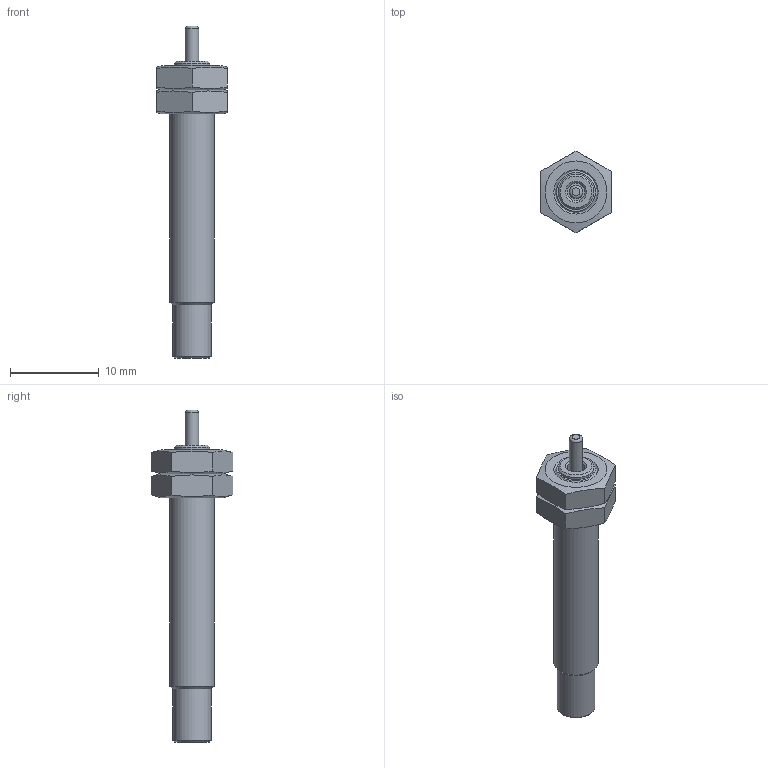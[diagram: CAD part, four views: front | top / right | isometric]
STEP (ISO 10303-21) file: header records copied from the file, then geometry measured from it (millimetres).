
FILE_DESCRIPTION(/* description */ ('STEP AP214'),/* implementation_level */ '2;1');
FILE_NAME(/* name */ '8179966_DYSS-3-4-Y1F-F1A-G2',/* time_stamp */ '2024-08-23T16:23:20+02:00',/* author */ ('License CC BY-ND 4.0'),/* organization */ ('CADENAS'),/* preprocessor_version */ 'ST-DEVELOPER v19.3',/* originating_system */ 'PARTsolutions',/* authorisation */ ' ');
FILE_SCHEMA (('AUTOMOTIVE_DESIGN {1 0 10303 214 3 1 1}'));
Length unit declared in the file: millimetre
Products named in the file (3): 8179966 DYSS-3-4-Y1F-F1A-G2---(1_0_2.7_0); 8119976 DYSS-3-4-Y1F-F1A-G2---(1_0_2.7); 384151 B-M5x0.5-DSM-16
Assembly tree (3 placements, depth 2):
  8179966 DYSS-3-4-Y1F-F1A-G2---(1_0_2.7_0)
    8119976 DYSS-3-4-Y1F-F1A-G2---(1_0_2.7)
    384151 B-M5x0.5-DSM-16  x2
Bounding box: 8 x 9.24 x 37.5 mm (x, y, z)
Volume: 805.8 mm3; surface area: 1011.6 mm2
Topology: 3 solids, 3 shells, 52 faces, 110 edges, 70 vertices
Faces by surface type: plane 30, cone 13, cylinder 8, torus 1
Full cylindrical faces by diameter (mm): 1.5 x1, 2 x1, 3.5 x1, 4 x1, 4.134 x2, 4.3 x1, 5 x1
Entity records: 1021 total; most frequent: CARTESIAN_POINT 199, DIRECTION 158, ORIENTED_EDGE 120, AXIS2_PLACEMENT_3D 67, EDGE_LOOP 64, FACE_BOUND 64, EDGE_CURVE 60, VERTEX_POINT 48
